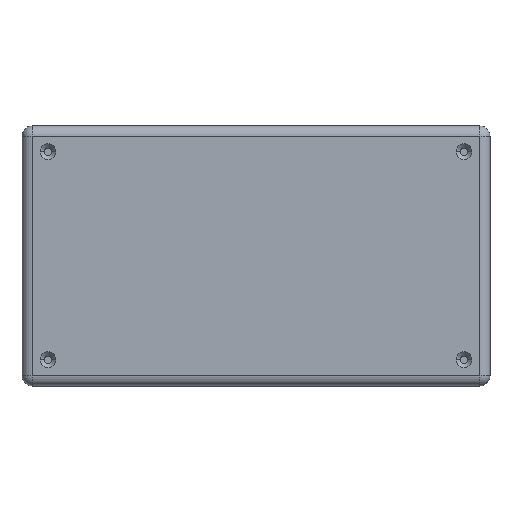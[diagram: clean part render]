
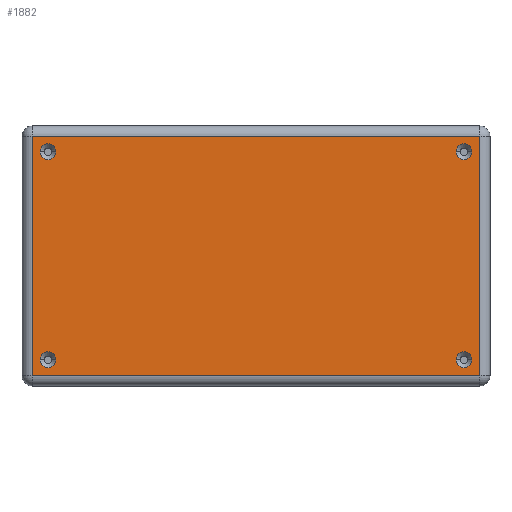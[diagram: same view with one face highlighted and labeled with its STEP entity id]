
A CAD part, top view. The second image highlights one B-rep face of the part: STEP entity #1882.
In plain terms, the highlighted face is planar.
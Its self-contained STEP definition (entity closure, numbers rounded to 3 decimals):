
#20 = DIRECTION ( 'NONE',  ( 1., 0., 0. ) ) ;
#291 = EDGE_LOOP ( 'NONE', ( #2645, #5145, #5366, #5404 ) ) ;
#391 = DIRECTION ( 'NONE',  ( 0., 0., 1. ) ) ;
#474 = AXIS2_PLACEMENT_3D ( 'NONE', #3129, #7385, #3744 ) ;
#478 = EDGE_CURVE ( 'NONE', #6538, #7533, #573, .T. ) ;
#559 = ORIENTED_EDGE ( 'NONE', *, *, #2435, .T. ) ;
#573 = CIRCLE ( 'NONE', #4544, 2.3 ) ;
#583 = DIRECTION ( 'NONE',  ( -1., 0., 0. ) ) ;
#605 = CARTESIAN_POINT ( 'NONE',  ( -64.5, 34.5, 0. ) ) ;
#688 = DIRECTION ( 'NONE',  ( 1., 0., 0. ) ) ;
#813 = DIRECTION ( 'NONE',  ( 0., 0., 1. ) ) ;
#897 = EDGE_CURVE ( 'NONE', #3716, #5948, #3707, .T. ) ;
#1066 = CIRCLE ( 'NONE', #2864, 2.3 ) ;
#1089 = FACE_BOUND ( 'NONE', #5862, .T. ) ;
#1196 = DIRECTION ( 'NONE',  ( 1., 0., 0. ) ) ;
#1355 = DIRECTION ( 'NONE',  ( 0., 0., 1. ) ) ;
#1368 = EDGE_CURVE ( 'NONE', #2599, #3696, #3503, .T. ) ;
#1382 = EDGE_CURVE ( 'NONE', #7186, #6000, #3305, .T. ) ;
#1639 = LINE ( 'NONE', #4251, #4700 ) ;
#1706 = AXIS2_PLACEMENT_3D ( 'NONE', #3151, #7419, #3774 ) ;
#1707 = CIRCLE ( 'NONE', #6076, 2.3 ) ;
#1837 = CARTESIAN_POINT ( 'NONE',  ( -57.7, 30., 0. ) ) ;
#1882 = ADVANCED_FACE ( 'NONE', ( #2738, #2928, #7600, #4361, #1089 ), #2214, .F. ) ;
#1939 = CIRCLE ( 'NONE', #4085, 2.3 ) ;
#2214 = PLANE ( 'NONE',  #2229 ) ;
#2229 = AXIS2_PLACEMENT_3D ( 'NONE', #4064, #391, #4667 ) ;
#2264 = EDGE_CURVE ( 'NONE', #7905, #3716, #1639, .T. ) ;
#2435 = EDGE_CURVE ( 'NONE', #6000, #7186, #1066, .T. ) ;
#2462 = EDGE_CURVE ( 'NONE', #7752, #4702, #1939, .T. ) ;
#2568 = CARTESIAN_POINT ( 'NONE',  ( 64.5, 0., 0. ) ) ;
#2598 = CARTESIAN_POINT ( 'NONE',  ( 62.3, 30., 0. ) ) ;
#2599 = VERTEX_POINT ( 'NONE', #5150 ) ;
#2629 = DIRECTION ( 'NONE',  ( 0., 0., 1. ) ) ;
#2645 = ORIENTED_EDGE ( 'NONE', *, *, #2981, .T. ) ;
#2719 = VECTOR ( 'NONE', #6586, 1000. ) ;
#2738 = FACE_OUTER_BOUND ( 'NONE', #291, .T. ) ;
#2813 = CARTESIAN_POINT ( 'NONE',  ( 57.7, -30., 0. ) ) ;
#2864 = AXIS2_PLACEMENT_3D ( 'NONE', #5023, #1355, #5631 ) ;
#2928 = FACE_BOUND ( 'NONE', #4796, .T. ) ;
#2952 = CARTESIAN_POINT ( 'NONE',  ( -64.5, 0., 0. ) ) ;
#2981 = EDGE_CURVE ( 'NONE', #3229, #7905, #5939, .T. ) ;
#2987 = AXIS2_PLACEMENT_3D ( 'NONE', #7341, #3704, #20 ) ;
#3076 = DIRECTION ( 'NONE',  ( 0., 0., 1. ) ) ;
#3129 = CARTESIAN_POINT ( 'NONE',  ( 60., -30., 0. ) ) ;
#3151 = CARTESIAN_POINT ( 'NONE',  ( 60., 30., 0. ) ) ;
#3229 = VERTEX_POINT ( 'NONE', #7442 ) ;
#3234 = CARTESIAN_POINT ( 'NONE',  ( -62.3, 30., 0. ) ) ;
#3290 = CIRCLE ( 'NONE', #4859, 2.3 ) ;
#3297 = CIRCLE ( 'NONE', #2987, 2.3 ) ;
#3305 = CIRCLE ( 'NONE', #1706, 2.3 ) ;
#3430 = CARTESIAN_POINT ( 'NONE',  ( -57.7, -30., 0. ) ) ;
#3437 = CARTESIAN_POINT ( 'NONE',  ( 64.5, 34.5, 0. ) ) ;
#3452 = ORIENTED_EDGE ( 'NONE', *, *, #1382, .T. ) ;
#3503 = CIRCLE ( 'NONE', #474, 2.3 ) ;
#3504 = CARTESIAN_POINT ( 'NONE',  ( -60., 30., 0. ) ) ;
#3548 = ORIENTED_EDGE ( 'NONE', *, *, #2462, .T. ) ;
#3639 = CARTESIAN_POINT ( 'NONE',  ( 0., -34.5, 0. ) ) ;
#3696 = VERTEX_POINT ( 'NONE', #2813 ) ;
#3704 = DIRECTION ( 'NONE',  ( 0., 0., 1. ) ) ;
#3707 = LINE ( 'NONE', #2568, #6760 ) ;
#3716 = VERTEX_POINT ( 'NONE', #3437 ) ;
#3744 = DIRECTION ( 'NONE',  ( 1., 0., 0. ) ) ;
#3761 = VECTOR ( 'NONE', #583, 1000. ) ;
#3774 = DIRECTION ( 'NONE',  ( 1., 0., 0. ) ) ;
#4064 = CARTESIAN_POINT ( 'NONE',  ( 0., 0., 0. ) ) ;
#4085 = AXIS2_PLACEMENT_3D ( 'NONE', #6269, #2629, #6891 ) ;
#4111 = DIRECTION ( 'NONE',  ( 1., 0., 0. ) ) ;
#4132 = EDGE_CURVE ( 'NONE', #4702, #7752, #1707, .T. ) ;
#4251 = CARTESIAN_POINT ( 'NONE',  ( 0., 34.5, 0. ) ) ;
#4347 = ORIENTED_EDGE ( 'NONE', *, *, #5879, .T. ) ;
#4361 = FACE_BOUND ( 'NONE', #6587, .T. ) ;
#4484 = CARTESIAN_POINT ( 'NONE',  ( -60., -30., 0. ) ) ;
#4535 = EDGE_LOOP ( 'NONE', ( #4347, #4830 ) ) ;
#4544 = AXIS2_PLACEMENT_3D ( 'NONE', #5503, #3076, #688 ) ;
#4667 = DIRECTION ( 'NONE',  ( 1., 0., 0. ) ) ;
#4700 = VECTOR ( 'NONE', #1196, 1000. ) ;
#4702 = VERTEX_POINT ( 'NONE', #3430 ) ;
#4796 = EDGE_LOOP ( 'NONE', ( #3548, #7234 ) ) ;
#4830 = ORIENTED_EDGE ( 'NONE', *, *, #1368, .T. ) ;
#4859 = AXIS2_PLACEMENT_3D ( 'NONE', #3504, #7767, #4111 ) ;
#5023 = CARTESIAN_POINT ( 'NONE',  ( 60., 30., 0. ) ) ;
#5088 = DIRECTION ( 'NONE',  ( 1., 0., 0. ) ) ;
#5143 = DIRECTION ( 'NONE',  ( 0., -1., 0. ) ) ;
#5145 = ORIENTED_EDGE ( 'NONE', *, *, #2264, .T. ) ;
#5150 = CARTESIAN_POINT ( 'NONE',  ( 62.3, -30., 0. ) ) ;
#5366 = ORIENTED_EDGE ( 'NONE', *, *, #897, .T. ) ;
#5404 = ORIENTED_EDGE ( 'NONE', *, *, #7293, .T. ) ;
#5503 = CARTESIAN_POINT ( 'NONE',  ( -60., 30., 0. ) ) ;
#5554 = CARTESIAN_POINT ( 'NONE',  ( 64.5, -34.5, 0. ) ) ;
#5631 = DIRECTION ( 'NONE',  ( 1., 0., 0. ) ) ;
#5862 = EDGE_LOOP ( 'NONE', ( #6287, #5870 ) ) ;
#5870 = ORIENTED_EDGE ( 'NONE', *, *, #478, .T. ) ;
#5879 = EDGE_CURVE ( 'NONE', #3696, #2599, #3297, .T. ) ;
#5936 = CARTESIAN_POINT ( 'NONE',  ( -62.3, -30., 0. ) ) ;
#5939 = LINE ( 'NONE', #2952, #2719 ) ;
#5948 = VERTEX_POINT ( 'NONE', #5554 ) ;
#6000 = VERTEX_POINT ( 'NONE', #2598 ) ;
#6076 = AXIS2_PLACEMENT_3D ( 'NONE', #4484, #813, #5088 ) ;
#6269 = CARTESIAN_POINT ( 'NONE',  ( -60., -30., 0. ) ) ;
#6287 = ORIENTED_EDGE ( 'NONE', *, *, #6347, .T. ) ;
#6347 = EDGE_CURVE ( 'NONE', #7533, #6538, #3290, .T. ) ;
#6538 = VERTEX_POINT ( 'NONE', #1837 ) ;
#6586 = DIRECTION ( 'NONE',  ( 0., 1., 0. ) ) ;
#6587 = EDGE_LOOP ( 'NONE', ( #3452, #559 ) ) ;
#6760 = VECTOR ( 'NONE', #5143, 1000. ) ;
#6814 = LINE ( 'NONE', #3639, #3761 ) ;
#6891 = DIRECTION ( 'NONE',  ( 1., 0., 0. ) ) ;
#7152 = CARTESIAN_POINT ( 'NONE',  ( 57.7, 30., 0. ) ) ;
#7186 = VERTEX_POINT ( 'NONE', #7152 ) ;
#7234 = ORIENTED_EDGE ( 'NONE', *, *, #4132, .T. ) ;
#7293 = EDGE_CURVE ( 'NONE', #5948, #3229, #6814, .T. ) ;
#7341 = CARTESIAN_POINT ( 'NONE',  ( 60., -30., 0. ) ) ;
#7385 = DIRECTION ( 'NONE',  ( 0., 0., 1. ) ) ;
#7419 = DIRECTION ( 'NONE',  ( 0., 0., 1. ) ) ;
#7442 = CARTESIAN_POINT ( 'NONE',  ( -64.5, -34.5, 0. ) ) ;
#7533 = VERTEX_POINT ( 'NONE', #3234 ) ;
#7600 = FACE_BOUND ( 'NONE', #4535, .T. ) ;
#7752 = VERTEX_POINT ( 'NONE', #5936 ) ;
#7767 = DIRECTION ( 'NONE',  ( 0., 0., 1. ) ) ;
#7905 = VERTEX_POINT ( 'NONE', #605 ) ;
